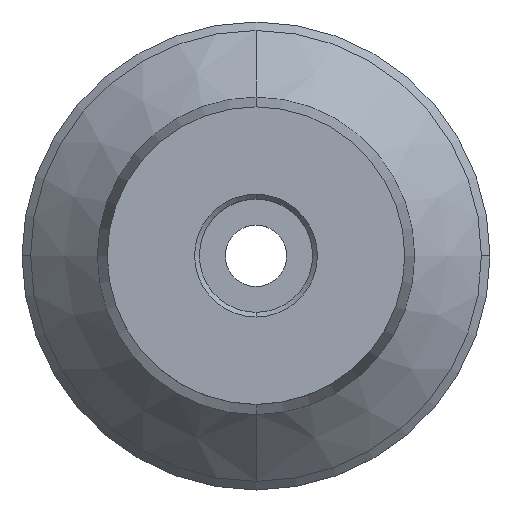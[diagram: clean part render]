
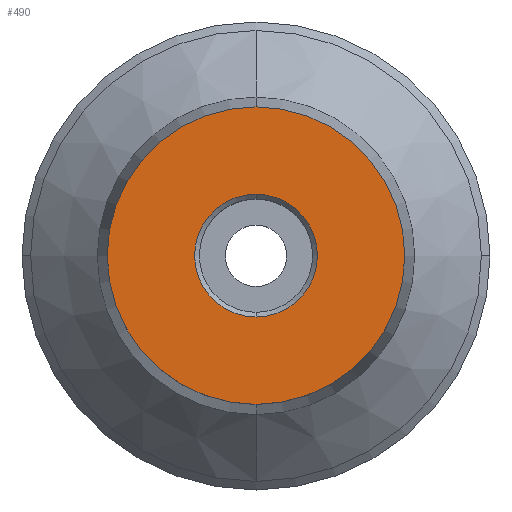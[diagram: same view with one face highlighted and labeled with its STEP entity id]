
A CAD part, top view. The second image highlights one B-rep face of the part: STEP entity #490.
In plain terms, the highlighted planar face has unit normal (0, 0, 1).
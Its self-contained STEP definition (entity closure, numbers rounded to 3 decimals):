
#222=EDGE_CURVE('',#386,#384,#593,.T.);
#342=VERTEX_POINT('',#731);
#354=VERTEX_POINT('',#744);
#384=VERTEX_POINT('',#776);
#386=VERTEX_POINT('',#778);
#398=EDGE_CURVE('',#354,#342,#791,.T.);
#402=EDGE_CURVE('',#384,#386,#795,.T.);
#440=EDGE_CURVE('',#342,#354,#836,.T.);
#490=ADVANCED_FACE('',(#892,#893),#894,.T.);
#593=CIRCLE('',#1003,10.319);
#731=CARTESIAN_POINT('',(0.,-25.0,0.0));
#744=CARTESIAN_POINT('',(0.0,25.0,0.0));
#776=CARTESIAN_POINT('',(0.0,10.319,0.0));
#778=CARTESIAN_POINT('',(0.,-10.319,0.0));
#791=CIRCLE('',#1266,25.0);
#795=CIRCLE('',#1272,10.319);
#836=CIRCLE('',#1325,25.0);
#892=FACE_BOUND('',#1392,.T.);
#893=FACE_OUTER_BOUND('',#1393,.T.);
#894=PLANE('',#1394);
#1003=AXIS2_PLACEMENT_3D('',#1523,#1524,#1525);
#1266=AXIS2_PLACEMENT_3D('',#1777,#1778,#1779);
#1272=AXIS2_PLACEMENT_3D('',#1783,#1784,#1785);
#1325=AXIS2_PLACEMENT_3D('',#1833,#1834,#1835);
#1392=EDGE_LOOP('',(#1902,#1903));
#1393=EDGE_LOOP('',(#1904,#1905));
#1394=AXIS2_PLACEMENT_3D('',#1906,#1907,#1908);
#1523=CARTESIAN_POINT('',(0.0,0.0,0.0));
#1524=DIRECTION('',(-0.0,0.0,-1.0));
#1525=DIRECTION('',(0.0,1.0,0.0));
#1777=CARTESIAN_POINT('',(0.0,0.0,0.0));
#1778=DIRECTION('',(0.0,0.0,-1.0));
#1779=DIRECTION('',(0.0,1.0,0.0));
#1783=CARTESIAN_POINT('',(0.0,0.0,0.0));
#1784=DIRECTION('',(-0.0,0.0,-1.0));
#1785=DIRECTION('',(0.0,1.0,0.0));
#1833=CARTESIAN_POINT('',(0.0,0.0,0.0));
#1834=DIRECTION('',(0.0,0.0,-1.0));
#1835=DIRECTION('',(0.0,1.0,0.0));
#1902=ORIENTED_EDGE('',*,*,#402,.T.);
#1903=ORIENTED_EDGE('',*,*,#222,.T.);
#1904=ORIENTED_EDGE('',*,*,#398,.F.);
#1905=ORIENTED_EDGE('',*,*,#440,.F.);
#1906=CARTESIAN_POINT('',(0.0,12.5,0.0));
#1907=DIRECTION('',(-0.0,0.0,1.0));
#1908=DIRECTION('',(0.0,-1.0,0.0));
